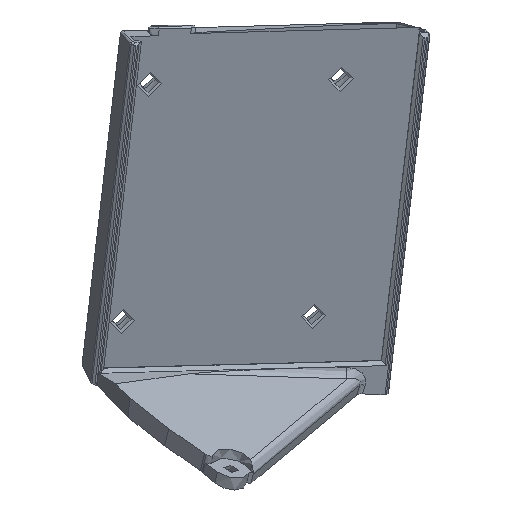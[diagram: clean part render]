
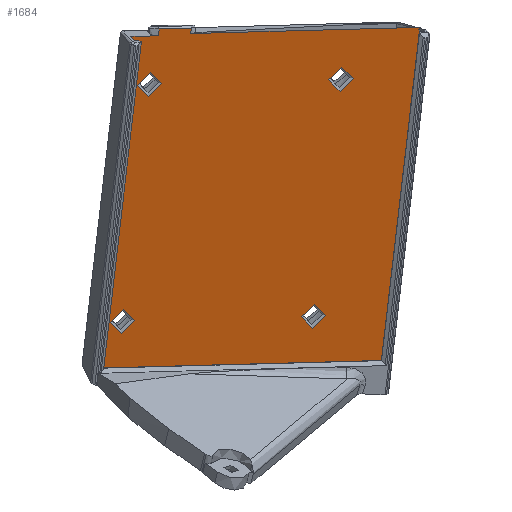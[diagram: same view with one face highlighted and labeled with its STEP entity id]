
A CAD part, front view. The second image highlights one B-rep face of the part: STEP entity #1684.
In plain terms, the highlighted planar face has unit normal (0.323, -0.867, -0.38).
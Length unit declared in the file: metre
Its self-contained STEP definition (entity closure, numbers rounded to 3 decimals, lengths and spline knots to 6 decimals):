
#27=FACE_BOUND('',#319,.T.);
#28=FACE_BOUND('',#320,.T.);
#29=FACE_BOUND('',#321,.T.);
#30=FACE_BOUND('',#322,.T.);
#58=CIRCLE('',#1829,0.002634);
#59=CIRCLE('',#1836,0.002634);
#60=CIRCLE('',#1837,0.002634);
#61=CIRCLE('',#1838,0.002634);
#147=PLANE('',#1835);
#220=FACE_OUTER_BOUND('',#318,.T.);
#318=EDGE_LOOP('',(#1340,#1341,#1342,#1343,#1344,#1345,#1346,#1347));
#319=EDGE_LOOP('',(#1348));
#320=EDGE_LOOP('',(#1349));
#321=EDGE_LOOP('',(#1350));
#322=EDGE_LOOP('',(#1351));
#460=LINE('',#4555,#619);
#493=LINE('',#5249,#652);
#497=LINE('',#5258,#656);
#503=LINE('',#5359,#662);
#504=LINE('',#5361,#663);
#505=LINE('',#5363,#664);
#506=LINE('',#5365,#665);
#507=LINE('',#5366,#666);
#619=VECTOR('',#2059,1.);
#652=VECTOR('',#2148,1.);
#656=VECTOR('',#2156,1.);
#662=VECTOR('',#2166,1.);
#663=VECTOR('',#2167,1.);
#664=VECTOR('',#2168,1.);
#665=VECTOR('',#2169,1.);
#666=VECTOR('',#2170,1.);
#799=VERTEX_POINT('',#4552);
#800=VERTEX_POINT('',#4554);
#833=VERTEX_POINT('',#5203);
#836=VERTEX_POINT('',#5213);
#837=VERTEX_POINT('',#5248);
#840=VERTEX_POINT('',#5256);
#846=VERTEX_POINT('',#5360);
#847=VERTEX_POINT('',#5362);
#848=VERTEX_POINT('',#5364);
#849=VERTEX_POINT('',#5367);
#850=VERTEX_POINT('',#5369);
#851=VERTEX_POINT('',#5371);
#975=EDGE_CURVE('',#800,#799,#460,.T.);
#1025=EDGE_CURVE('',#833,#833,#58,.T.);
#1030=EDGE_CURVE('',#837,#836,#493,.F.);
#1035=EDGE_CURVE('',#836,#840,#497,.T.);
#1044=EDGE_CURVE('',#840,#800,#503,.F.);
#1045=EDGE_CURVE('',#799,#846,#504,.T.);
#1046=EDGE_CURVE('',#846,#847,#505,.T.);
#1047=EDGE_CURVE('',#847,#848,#506,.T.);
#1048=EDGE_CURVE('',#848,#837,#507,.T.);
#1049=EDGE_CURVE('',#849,#849,#59,.T.);
#1050=EDGE_CURVE('',#850,#850,#60,.T.);
#1051=EDGE_CURVE('',#851,#851,#61,.T.);
#1340=ORIENTED_EDGE('',*,*,#1030,.T.);
#1341=ORIENTED_EDGE('',*,*,#1035,.T.);
#1342=ORIENTED_EDGE('',*,*,#1044,.T.);
#1343=ORIENTED_EDGE('',*,*,#975,.T.);
#1344=ORIENTED_EDGE('',*,*,#1045,.T.);
#1345=ORIENTED_EDGE('',*,*,#1046,.T.);
#1346=ORIENTED_EDGE('',*,*,#1047,.T.);
#1347=ORIENTED_EDGE('',*,*,#1048,.T.);
#1348=ORIENTED_EDGE('',*,*,#1049,.F.);
#1349=ORIENTED_EDGE('',*,*,#1025,.F.);
#1350=ORIENTED_EDGE('',*,*,#1050,.F.);
#1351=ORIENTED_EDGE('',*,*,#1051,.F.);
#1684=ADVANCED_FACE('',(#220,#27,#28,#29,#30),#147,.T.);
#1829=AXIS2_PLACEMENT_3D('',#5205,#2139,#2140);
#1835=AXIS2_PLACEMENT_3D('',#5358,#2164,#2165);
#1836=AXIS2_PLACEMENT_3D('',#5368,#2171,#2172);
#1837=AXIS2_PLACEMENT_3D('',#5370,#2173,#2174);
#1838=AXIS2_PLACEMENT_3D('',#5372,#2175,#2176);
#2059=DIRECTION('',(-0.94,-0.34,-0.025));
#2139=DIRECTION('center_axis',(0.323,-0.867,-0.38));
#2140=DIRECTION('ref_axis',(-0.944,-0.326,-0.059));
#2148=DIRECTION('',(-0.091,0.371,-0.924));
#2156=DIRECTION('',(-0.939,-0.342,-0.018));
#2164=DIRECTION('center_axis',(0.323,-0.867,-0.38));
#2165=DIRECTION('ref_axis',(0.,0.401,-0.916));
#2166=DIRECTION('',(0.123,-0.359,0.925));
#2167=DIRECTION('',(-0.107,0.365,-0.925));
#2168=DIRECTION('',(0.94,0.34,0.025));
#2169=DIRECTION('',(0.107,-0.365,0.925));
#2170=DIRECTION('',(-0.94,-0.34,-0.025));
#2171=DIRECTION('center_axis',(0.323,-0.867,-0.38));
#2172=DIRECTION('ref_axis',(-0.944,-0.326,-0.059));
#2173=DIRECTION('center_axis',(0.323,-0.867,-0.38));
#2174=DIRECTION('ref_axis',(-0.944,-0.326,-0.059));
#2175=DIRECTION('center_axis',(0.323,-0.867,-0.38));
#2176=DIRECTION('ref_axis',(-0.944,-0.326,-0.059));
#4552=CARTESIAN_POINT('',(-0.10396,-0.10011,0.004726));
#4554=CARTESIAN_POINT('',(-0.098371,-0.098092,0.004877));
#4555=CARTESIAN_POINT('',(-0.074401,-0.089436,0.005522));
#5203=CARTESIAN_POINT('',(-0.064211,-0.060354,-0.052193));
#5205=CARTESIAN_POINT('Origin',(-0.066696,-0.061212,
-0.052349));
#5213=CARTESIAN_POINT('',(-0.091646,-0.096259,0.006418));
#5248=CARTESIAN_POINT('',(-0.091752,-0.095823,0.005332));
#5249=CARTESIAN_POINT('',(-0.095173,-0.081805,-0.02958));
#5256=CARTESIAN_POINT('',(-0.098182,-0.098641,0.00629));
#5258=CARTESIAN_POINT('',(-0.073983,-0.089823,0.006762));
#5358=CARTESIAN_POINT('Origin',(-0.078376,-0.075865,
-0.028841));
#5359=CARTESIAN_POINT('',(-0.098337,-0.09819,0.00513));
#5360=CARTESIAN_POINT('',(-0.111877,-0.073085,-0.063706));
#5361=CARTESIAN_POINT('',(-0.107935,-0.086543,-0.029629));
#5362=CARTESIAN_POINT('',(-0.052829,-0.051762,-0.062116));
#5363=CARTESIAN_POINT('',(-0.082353,-0.062424,-0.062911));
#5364=CARTESIAN_POINT('',(-0.04488,-0.078897,0.006594));
#5365=CARTESIAN_POINT('',(-0.048887,-0.06522,-0.028038));
#5366=CARTESIAN_POINT('',(-0.074404,-0.089559,0.005799));
#5367=CARTESIAN_POINT('',(-0.103231,-0.074444,-0.053243));
#5368=CARTESIAN_POINT('Origin',(-0.105717,-0.075303,
-0.053399));
#5369=CARTESIAN_POINT('',(-0.097636,-0.093545,-0.004878));
#5370=CARTESIAN_POINT('Origin',(-0.100122,-0.094403,
-0.005034));
#5371=CARTESIAN_POINT('',(-0.058616,-0.079454,-0.003828));
#5372=CARTESIAN_POINT('Origin',(-0.061101,-0.080313,
-0.003984));
